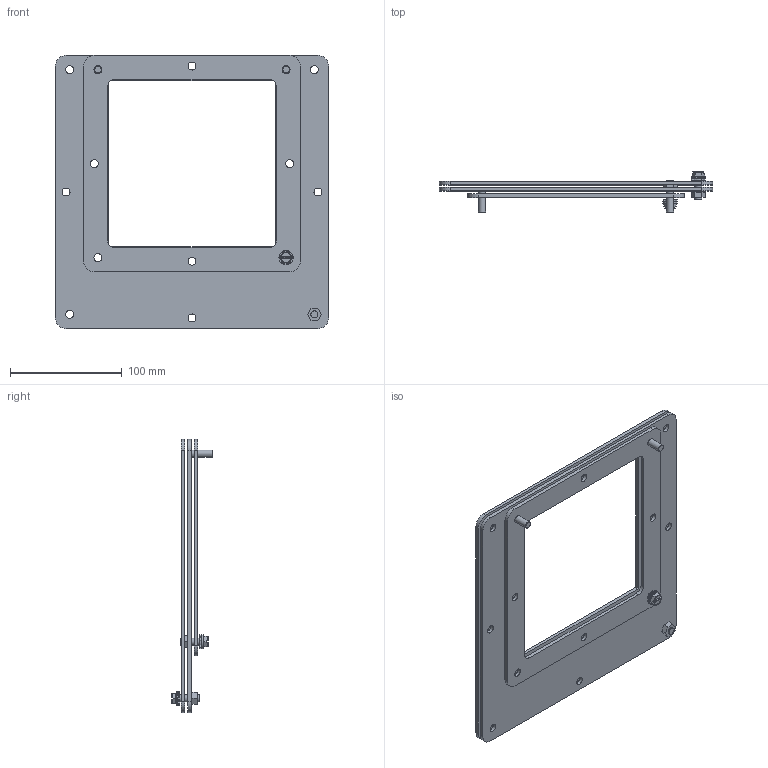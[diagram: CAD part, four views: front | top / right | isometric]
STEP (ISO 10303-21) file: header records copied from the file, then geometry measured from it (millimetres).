
FILE_DESCRIPTION (( 'STEP AP203' ), '1' );
FILE_NAME ('1487EREDSS.step', '2020-11-17T21:16:30', ( 'ADC123' ), ( 'Microsoft' ), 'SwSTEP 2.0', 'SolidWorks 2019', '' );
FILE_SCHEMA (( 'CONFIG_CONTROL_DESIGN' ));
Length unit declared in the file: inch
Products named in the file (1): 1487EREDSS
Bounding box: 244.47 x 36.72 x 244.47 mm (x, y, z)
Volume: 227166.6 mm3; surface area: 161397.9 mm2
Topology: 11 solids, 11 shells, 268 faces, 702 edges, 462 vertices
Faces by surface type: plane 150, cylinder 100, bspline 16, cone 2
Full cylindrical faces by diameter (mm): 4.976 x2, 6.325 x2, 6.35 x4, 6.553 x2, 7.137 x28, 8.56 x2, 12.7 x2
Entity records: 8543 total; most frequent: CARTESIAN_POINT 1921, ORIENTED_EDGE 1316, DIRECTION 1282, EDGE_CURVE 658, VERTEX_POINT 462, AXIS2_PLACEMENT_3D 431, LINE 420, VECTOR 420
